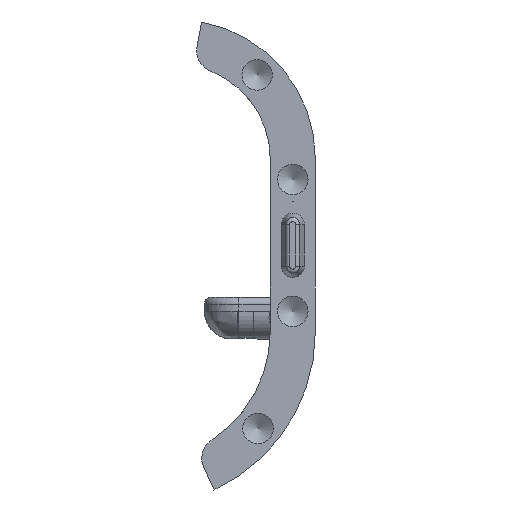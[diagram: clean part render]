
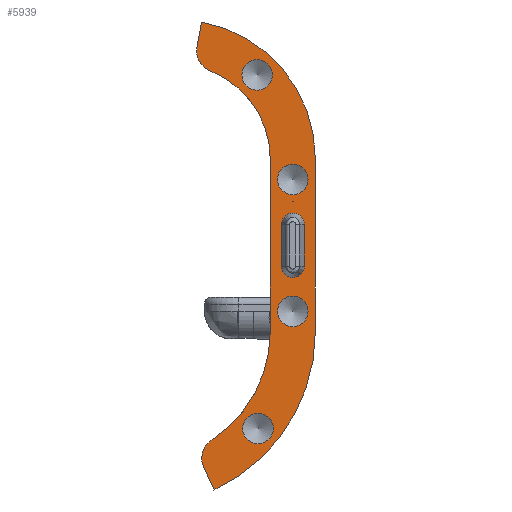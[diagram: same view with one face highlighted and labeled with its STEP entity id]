
A CAD part, front view. The second image highlights one B-rep face of the part: STEP entity #5939.
In plain terms, the highlighted planar face has unit normal (0, -1, 0).
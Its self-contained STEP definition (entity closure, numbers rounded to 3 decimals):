
#21=FACE_BOUND('',#1340,.T.);
#22=FACE_BOUND('',#1341,.T.);
#23=FACE_BOUND('',#1342,.T.);
#24=FACE_BOUND('',#1343,.T.);
#25=FACE_BOUND('',#1344,.T.);
#26=FACE_BOUND('',#1345,.T.);
#79=PLANE('',#6388);
#225=LINE('',#17745,#431);
#230=LINE('',#17760,#436);
#233=LINE('',#17768,#439);
#236=LINE('',#17776,#442);
#239=LINE('',#17785,#445);
#248=LINE('',#17851,#454);
#249=LINE('',#17858,#455);
#431=VECTOR('',#7306,10.);
#436=VECTOR('',#7323,10.);
#439=VECTOR('',#7332,10.);
#442=VECTOR('',#7341,10.);
#445=VECTOR('',#7350,10.);
#454=VECTOR('',#7373,10.);
#455=VECTOR('',#7382,10.);
#954=FACE_OUTER_BOUND('',#1339,.T.);
#1339=EDGE_LOOP('',(#4999,#5000,#5001,#5002,#5003,#5004,#5005,#5006,#5007,
#5008));
#1340=EDGE_LOOP('',(#5009,#5010,#5011));
#1341=EDGE_LOOP('',(#5012,#5013,#5014,#5015));
#1342=EDGE_LOOP('',(#5016));
#1343=EDGE_LOOP('',(#5017));
#1344=EDGE_LOOP('',(#5018));
#1345=EDGE_LOOP('',(#5019));
#2092=CIRCLE('',#6368,1.646);
#2093=CIRCLE('',#6371,3.25);
#2094=CIRCLE('',#6374,20.);
#2095=CIRCLE('',#6377,25.);
#2096=CIRCLE('',#6380,3.25);
#2099=CIRCLE('',#6389,18.5);
#2100=CIRCLE('',#6390,13.5);
#2101=CIRCLE('',#6391,3.25);
#2102=CIRCLE('',#6392,18.);
#2103=CIRCLE('',#6393,1.646);
#2104=CIRCLE('',#6394,2.2);
#2105=CIRCLE('',#6395,2.2);
#2106=CIRCLE('',#6396,2.2);
#2107=CIRCLE('',#6397,2.2);
#2588=VERTEX_POINT('',#17742);
#2589=VERTEX_POINT('',#17744);
#2590=VERTEX_POINT('',#17748);
#2591=VERTEX_POINT('',#17753);
#2592=VERTEX_POINT('',#17754);
#2593=VERTEX_POINT('',#17759);
#2594=VERTEX_POINT('',#17763);
#2595=VERTEX_POINT('',#17767);
#2596=VERTEX_POINT('',#17771);
#2597=VERTEX_POINT('',#17775);
#2598=VERTEX_POINT('',#17779);
#2599=VERTEX_POINT('',#17783);
#2600=VERTEX_POINT('',#17784);
#2613=VERTEX_POINT('',#17849);
#2614=VERTEX_POINT('',#17850);
#2615=VERTEX_POINT('',#17854);
#2616=VERTEX_POINT('',#17857);
#2617=VERTEX_POINT('',#17860);
#2618=VERTEX_POINT('',#17862);
#2619=VERTEX_POINT('',#17864);
#2620=VERTEX_POINT('',#17866);
#3417=EDGE_CURVE('',#2588,#2589,#225,.T.);
#3420=EDGE_CURVE('',#2590,#2588,#2092,.T.);
#3421=EDGE_CURVE('',#2591,#2592,#2093,.T.);
#3424=EDGE_CURVE('',#2592,#2593,#230,.T.);
#3426=EDGE_CURVE('',#2593,#2594,#2094,.T.);
#3428=EDGE_CURVE('',#2594,#2595,#233,.T.);
#3430=EDGE_CURVE('',#2595,#2596,#2095,.T.);
#3432=EDGE_CURVE('',#2597,#2596,#236,.T.);
#3434=EDGE_CURVE('',#2597,#2598,#2096,.T.);
#3436=EDGE_CURVE('',#2599,#2600,#239,.T.);
#3453=EDGE_CURVE('',#2613,#2614,#248,.T.);
#3454=EDGE_CURVE('',#2614,#2598,#2099,.T.);
#3455=EDGE_CURVE('',#2591,#2613,#2100,.T.);
#3456=EDGE_CURVE('',#2615,#2599,#2101,.T.);
#3457=EDGE_CURVE('',#2600,#2615,#2102,.T.);
#3458=EDGE_CURVE('',#2616,#2590,#249,.T.);
#3459=EDGE_CURVE('',#2589,#2616,#2103,.T.);
#3460=EDGE_CURVE('',#2617,#2617,#2104,.T.);
#3461=EDGE_CURVE('',#2618,#2618,#2105,.T.);
#3462=EDGE_CURVE('',#2619,#2619,#2106,.T.);
#3463=EDGE_CURVE('',#2620,#2620,#2107,.T.);
#4999=ORIENTED_EDGE('',*,*,#3453,.T.);
#5000=ORIENTED_EDGE('',*,*,#3454,.T.);
#5001=ORIENTED_EDGE('',*,*,#3434,.F.);
#5002=ORIENTED_EDGE('',*,*,#3432,.T.);
#5003=ORIENTED_EDGE('',*,*,#3430,.F.);
#5004=ORIENTED_EDGE('',*,*,#3428,.F.);
#5005=ORIENTED_EDGE('',*,*,#3426,.F.);
#5006=ORIENTED_EDGE('',*,*,#3424,.F.);
#5007=ORIENTED_EDGE('',*,*,#3421,.F.);
#5008=ORIENTED_EDGE('',*,*,#3455,.T.);
#5009=ORIENTED_EDGE('',*,*,#3456,.F.);
#5010=ORIENTED_EDGE('',*,*,#3457,.F.);
#5011=ORIENTED_EDGE('',*,*,#3436,.F.);
#5012=ORIENTED_EDGE('',*,*,#3458,.F.);
#5013=ORIENTED_EDGE('',*,*,#3459,.F.);
#5014=ORIENTED_EDGE('',*,*,#3417,.F.);
#5015=ORIENTED_EDGE('',*,*,#3420,.F.);
#5016=ORIENTED_EDGE('',*,*,#3460,.T.);
#5017=ORIENTED_EDGE('',*,*,#3461,.T.);
#5018=ORIENTED_EDGE('',*,*,#3462,.T.);
#5019=ORIENTED_EDGE('',*,*,#3463,.T.);
#5939=ADVANCED_FACE('',(#954,#21,#22,#23,#24,#25,#26),#79,.F.);
#6368=AXIS2_PLACEMENT_3D('',#17750,#7311,#7312);
#6371=AXIS2_PLACEMENT_3D('',#17755,#7317,#7318);
#6374=AXIS2_PLACEMENT_3D('',#17764,#7327,#7328);
#6377=AXIS2_PLACEMENT_3D('',#17772,#7336,#7337);
#6380=AXIS2_PLACEMENT_3D('',#17780,#7345,#7346);
#6388=AXIS2_PLACEMENT_3D('',#17848,#7371,#7372);
#6389=AXIS2_PLACEMENT_3D('',#17852,#7374,#7375);
#6390=AXIS2_PLACEMENT_3D('',#17853,#7376,#7377);
#6391=AXIS2_PLACEMENT_3D('',#17855,#7378,#7379);
#6392=AXIS2_PLACEMENT_3D('',#17856,#7380,#7381);
#6393=AXIS2_PLACEMENT_3D('',#17859,#7383,#7384);
#6394=AXIS2_PLACEMENT_3D('',#17861,#7385,#7386);
#6395=AXIS2_PLACEMENT_3D('',#17863,#7387,#7388);
#6396=AXIS2_PLACEMENT_3D('',#17865,#7389,#7390);
#6397=AXIS2_PLACEMENT_3D('',#17867,#7391,#7392);
#7306=DIRECTION('',(0.,0.,-1.));
#7311=DIRECTION('center_axis',(0.,-1.,0.));
#7312=DIRECTION('ref_axis',(-1.,0.,0.));
#7317=DIRECTION('center_axis',(0.,1.,0.));
#7318=DIRECTION('ref_axis',(0.998,0.,-0.07));
#7323=DIRECTION('',(0.18,0.,0.984));
#7327=DIRECTION('center_axis',(0.,1.,0.));
#7328=DIRECTION('ref_axis',(0.18,0.,0.984));
#7332=DIRECTION('',(0.,0.,-1.));
#7336=DIRECTION('center_axis',(0.,1.,0.));
#7337=DIRECTION('ref_axis',(1.,0.,0.));
#7341=DIRECTION('',(0.416,0.,-0.909));
#7345=DIRECTION('center_axis',(0.,1.,0.));
#7346=DIRECTION('ref_axis',(-0.909,0.,-0.416));
#7350=DIRECTION('',(1.,0.,0.));
#7371=DIRECTION('center_axis',(0.,1.,0.));
#7372=DIRECTION('ref_axis',(-1.,0.,0.));
#7373=DIRECTION('',(0.,0.,-1.));
#7374=DIRECTION('center_axis',(0.,1.,0.));
#7375=DIRECTION('ref_axis',(0.967,0.,0.256));
#7376=DIRECTION('center_axis',(0.,1.,0.));
#7377=DIRECTION('ref_axis',(0.368,0.,0.93));
#7378=DIRECTION('center_axis',(0.,1.,0.));
#7379=DIRECTION('ref_axis',(0.04,0.,-0.999));
#7380=DIRECTION('center_axis',(0.,-1.,0.));
#7381=DIRECTION('ref_axis',(0.938,0.,-0.347));
#7382=DIRECTION('',(0.,0.,1.));
#7383=DIRECTION('center_axis',(0.,-1.,0.));
#7384=DIRECTION('ref_axis',(1.,0.,0.));
#7385=DIRECTION('center_axis',(0.,1.,0.));
#7386=DIRECTION('ref_axis',(0.,0.,
-1.));
#7387=DIRECTION('center_axis',(0.,1.,0.));
#7388=DIRECTION('ref_axis',(0.,0.,
-1.));
#7389=DIRECTION('center_axis',(0.,1.,0.));
#7390=DIRECTION('ref_axis',(0.,0.,
-1.));
#7391=DIRECTION('center_axis',(0.,1.,0.));
#7392=DIRECTION('ref_axis',(0.,0.,
-1.));
#17742=CARTESIAN_POINT('',(50.104,25.,-29.5));
#17744=CARTESIAN_POINT('',(50.104,25.,-35.5));
#17745=CARTESIAN_POINT('',(50.104,25.,-34.766));
#17748=CARTESIAN_POINT('',(53.396,25.,-29.5));
#17750=CARTESIAN_POINT('Origin',(51.75,25.,-29.5));
#17753=CARTESIAN_POINT('',(39.964,25.,-7.446));
#17754=CARTESIAN_POINT('',(37.962,25.,-3.838));
#17755=CARTESIAN_POINT('Origin',(41.159,25.,-4.423));
#17759=CARTESIAN_POINT('',(38.606,25.,-0.328));
#17760=CARTESIAN_POINT('',(37.962,25.,-3.838));
#17763=CARTESIAN_POINT('',(55.,25.,-20.));
#17764=CARTESIAN_POINT('Origin',(35.,25.,-20.));
#17767=CARTESIAN_POINT('',(55.,25.,-45.));
#17768=CARTESIAN_POINT('',(55.,25.,-20.));
#17771=CARTESIAN_POINT('',(40.394,25.,-67.737));
#17772=CARTESIAN_POINT('Origin',(30.,25.,-45.));
#17775=CARTESIAN_POINT('',(38.941,25.,-64.559));
#17776=CARTESIAN_POINT('',(38.941,25.,-64.559));
#17779=CARTESIAN_POINT('',(40.119,25.,-60.487));
#17780=CARTESIAN_POINT('Origin',(41.897,25.,-63.208));
#17783=CARTESIAN_POINT('',(51.75,25.,-26.25));
#17784=CARTESIAN_POINT('',(51.88,25.,-26.25));
#17785=CARTESIAN_POINT('',(25.875,25.,-26.25));
#17848=CARTESIAN_POINT('Origin',(46.454,25.,-34.032));
#17849=CARTESIAN_POINT('',(48.5,25.,-20.));
#17850=CARTESIAN_POINT('',(48.5,25.,-45.));
#17851=CARTESIAN_POINT('',(48.5,25.,-20.));
#17852=CARTESIAN_POINT('Origin',(30.,25.,-45.));
#17853=CARTESIAN_POINT('Origin',(35.,25.,-20.));
#17854=CARTESIAN_POINT('',(51.881,25.,-26.247));
#17855=CARTESIAN_POINT('Origin',(51.75,25.,-23.));
#17856=CARTESIAN_POINT('Origin',(35.,25.,-20.));
#17857=CARTESIAN_POINT('',(53.396,25.,-35.5));
#17858=CARTESIAN_POINT('',(53.396,25.,-31.766));
#17859=CARTESIAN_POINT('Origin',(51.75,25.,-35.5));
#17860=CARTESIAN_POINT('',(51.75,25.,-20.8));
#17861=CARTESIAN_POINT('Origin',(51.75,25.,-23.));
#17862=CARTESIAN_POINT('',(46.746,25.,-56.679));
#17863=CARTESIAN_POINT('Origin',(46.746,25.,-58.879));
#17864=CARTESIAN_POINT('',(51.75,25.,-39.8));
#17865=CARTESIAN_POINT('Origin',(51.75,25.,-42.));
#17866=CARTESIAN_POINT('',(46.625,25.,-5.741));
#17867=CARTESIAN_POINT('Origin',(46.625,25.,-7.941));
